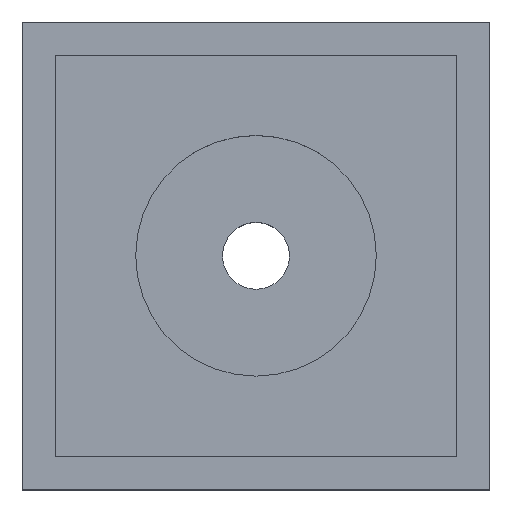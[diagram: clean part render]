
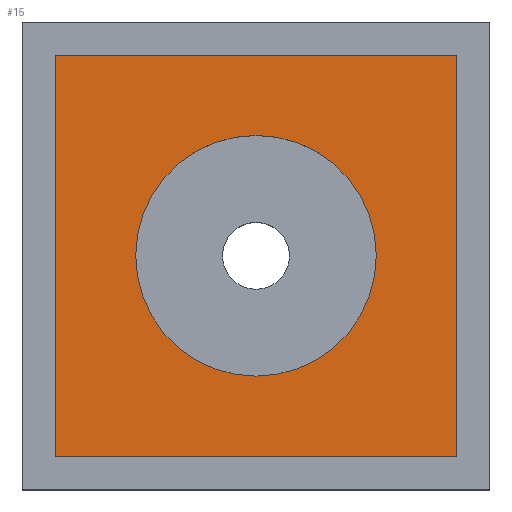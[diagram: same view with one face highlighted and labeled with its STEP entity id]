
A CAD part, top view. The second image highlights one B-rep face of the part: STEP entity #15.
In plain terms, the highlighted planar face has unit normal (0, 0, 1).
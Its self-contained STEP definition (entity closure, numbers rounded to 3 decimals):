
#7 = FACE_OUTER_BOUND ( 'NONE', #342, .T. ) ;
#15 = ADVANCED_FACE ( 'NONE', ( #45, #7 ), #341, .F. ) ;
#26 = CARTESIAN_POINT ( 'NONE',  ( 0., 0., 100. ) ) ;
#35 = CARTESIAN_POINT ( 'NONE',  ( 150., -150., 100. ) ) ;
#37 = DIRECTION ( 'NONE',  ( 0., 0., 1. ) ) ;
#45 = FACE_BOUND ( 'NONE', #478, .T. ) ;
#47 = DIRECTION ( 'NONE',  ( 1., 0., 0. ) ) ;
#55 = ORIENTED_EDGE ( 'NONE', *, *, #277, .F. ) ;
#64 = VERTEX_POINT ( 'NONE', #373 ) ;
#73 = CARTESIAN_POINT ( 'NONE',  ( -150., -150., 100. ) ) ;
#84 = CARTESIAN_POINT ( 'NONE',  ( -150., 150., 100. ) ) ;
#91 = CARTESIAN_POINT ( 'NONE',  ( 90., 0., 100. ) ) ;
#98 = ORIENTED_EDGE ( 'NONE', *, *, #162, .T. ) ;
#103 = VERTEX_POINT ( 'NONE', #84 ) ;
#107 = VERTEX_POINT ( 'NONE', #35 ) ;
#114 = EDGE_CURVE ( 'NONE', #103, #465, #335, .T. ) ;
#134 = LINE ( 'NONE', #265, #521 ) ;
#141 = DIRECTION ( 'NONE',  ( -1., 0., 0. ) ) ;
#142 = AXIS2_PLACEMENT_3D ( 'NONE', #176, #37, #180 ) ;
#143 = VERTEX_POINT ( 'NONE', #369 ) ;
#144 = LINE ( 'NONE', #518, #199 ) ;
#148 = EDGE_CURVE ( 'NONE', #276, #143, #388, .T. ) ;
#157 = AXIS2_PLACEMENT_3D ( 'NONE', #227, #387, #141 ) ;
#162 = EDGE_CURVE ( 'NONE', #465, #107, #333, .T. ) ;
#176 = CARTESIAN_POINT ( 'NONE',  ( 0., 0., 100. ) ) ;
#180 = DIRECTION ( 'NONE',  ( 1., 0., 0. ) ) ;
#189 = DIRECTION ( 'NONE',  ( 0., 0., 1. ) ) ;
#199 = VECTOR ( 'NONE', #303, 1000. ) ;
#215 = EDGE_CURVE ( 'NONE', #143, #276, #402, .T. ) ;
#227 = CARTESIAN_POINT ( 'NONE',  ( -150., 150., 100. ) ) ;
#236 = AXIS2_PLACEMENT_3D ( 'NONE', #26, #189, #47 ) ;
#246 = DIRECTION ( 'NONE',  ( 0., -1., 0. ) ) ;
#265 = CARTESIAN_POINT ( 'NONE',  ( 150., 150., 100. ) ) ;
#267 = VECTOR ( 'NONE', #246, 1000. ) ;
#268 = ORIENTED_EDGE ( 'NONE', *, *, #327, .F. ) ;
#270 = DIRECTION ( 'NONE',  ( 0., -1., 0. ) ) ;
#276 = VERTEX_POINT ( 'NONE', #91 ) ;
#277 = EDGE_CURVE ( 'NONE', #64, #107, #134, .T. ) ;
#291 = CARTESIAN_POINT ( 'NONE',  ( -150., -150., 100. ) ) ;
#303 = DIRECTION ( 'NONE',  ( 1., 0., 0. ) ) ;
#327 = EDGE_CURVE ( 'NONE', #103, #64, #144, .T. ) ;
#333 = LINE ( 'NONE', #291, #450 ) ;
#335 = LINE ( 'NONE', #458, #267 ) ;
#341 = PLANE ( 'NONE',  #157 ) ;
#342 = EDGE_LOOP ( 'NONE', ( #98, #55, #268, #433 ) ) ;
#369 = CARTESIAN_POINT ( 'NONE',  ( -90., 0., 100. ) ) ;
#373 = CARTESIAN_POINT ( 'NONE',  ( 150., 150., 100. ) ) ;
#387 = DIRECTION ( 'NONE',  ( 0., 0., -1. ) ) ;
#388 = CIRCLE ( 'NONE', #142, 90. ) ;
#402 = CIRCLE ( 'NONE', #236, 90. ) ;
#419 = DIRECTION ( 'NONE',  ( 1., 0., 0. ) ) ;
#433 = ORIENTED_EDGE ( 'NONE', *, *, #114, .T. ) ;
#447 = ORIENTED_EDGE ( 'NONE', *, *, #148, .F. ) ;
#450 = VECTOR ( 'NONE', #419, 1000. ) ;
#454 = ORIENTED_EDGE ( 'NONE', *, *, #215, .F. ) ;
#458 = CARTESIAN_POINT ( 'NONE',  ( -150., 150., 100. ) ) ;
#465 = VERTEX_POINT ( 'NONE', #73 ) ;
#478 = EDGE_LOOP ( 'NONE', ( #447, #454 ) ) ;
#518 = CARTESIAN_POINT ( 'NONE',  ( -150., 150., 100. ) ) ;
#521 = VECTOR ( 'NONE', #270, 1000. ) ;
